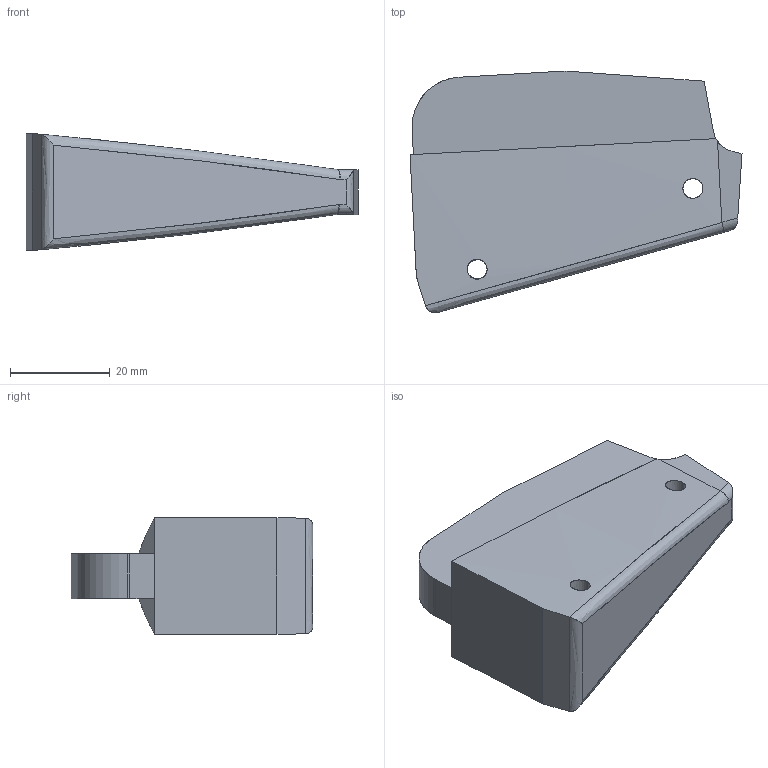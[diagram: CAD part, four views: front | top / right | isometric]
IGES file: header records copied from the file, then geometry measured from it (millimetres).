
Start section: SolidWorks IGES file using analytic representation for surfaces
Global section: file name: Noyau tringle.IGS; native system: SolidWorks 2009; preprocessor: SolidWorks 2009; author: Stéphane; date: 210925.094605; units: millimetre
Bounding box: 66.44 x 48.39 x 23.39 mm (x, y, z)
Surface area: 8384.3 mm2 (no closed solid volume)
Topology: 0 solids, 0 shells, 32 faces, 530 edges, 616 vertices
Faces by surface type: bspline 20, revolution 12
